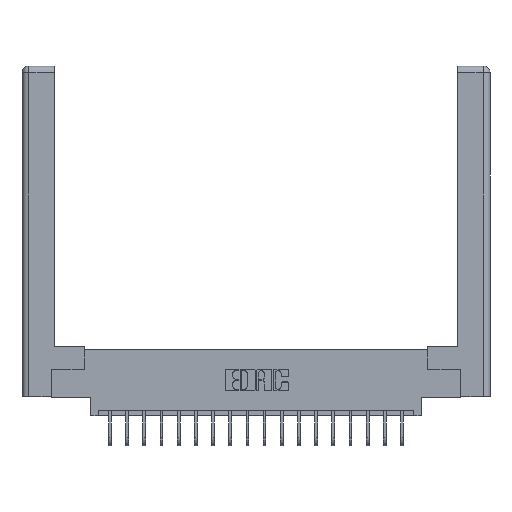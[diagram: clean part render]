
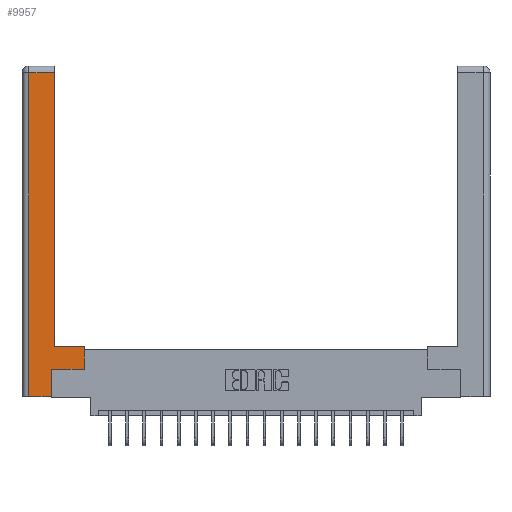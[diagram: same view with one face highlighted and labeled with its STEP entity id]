
A CAD part, top view. The second image highlights one B-rep face of the part: STEP entity #9957.
In plain terms, the highlighted planar face has unit normal (0, 0, 1).
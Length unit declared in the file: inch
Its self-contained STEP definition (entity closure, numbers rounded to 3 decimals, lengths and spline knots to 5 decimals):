
#404 = ORIENTED_EDGE ( 'NONE', *, *, #4015, .T. ) ;
#437 = DIRECTION ( 'NONE',  ( -1., 0., 0. ) ) ;
#1073 = CARTESIAN_POINT ( 'NONE',  ( 0.295, 2.94, 0. ) ) ;
#1215 = DIRECTION ( 'NONE',  ( 1., 0., 0. ) ) ;
#1339 = CARTESIAN_POINT ( 'NONE',  ( 0., 0., 0. ) ) ;
#1997 = DIRECTION ( 'NONE',  ( -1., 0., 0. ) ) ;
#2257 = LINE ( 'NONE', #11175, #5523 ) ;
#2617 = CARTESIAN_POINT ( 'NONE',  ( 0.0615, 2.94, 0. ) ) ;
#2737 = DIRECTION ( 'NONE',  ( 0., -1., 0. ) ) ;
#2789 = DIRECTION ( 'NONE',  ( -1., 0., 0. ) ) ;
#2896 = VERTEX_POINT ( 'NONE', #2617 ) ;
#2940 = EDGE_CURVE ( 'NONE', #11302, #16919, #9650, .T. ) ;
#3125 = LINE ( 'NONE', #7172, #16188 ) ;
#3139 = EDGE_LOOP ( 'NONE', ( #6335, #8003, #404, #18959, #5605, #18696, #10069, #9196 ) ) ;
#3623 = CARTESIAN_POINT ( 'NONE',  ( 0.295, 0.45, 0. ) ) ;
#3982 = LINE ( 'NONE', #9308, #12175 ) ;
#4015 = EDGE_CURVE ( 'NONE', #2896, #10631, #2257, .T. ) ;
#4047 = CARTESIAN_POINT ( 'NONE',  ( 0.295, 0.45, 0. ) ) ;
#4115 = CARTESIAN_POINT ( 'NONE',  ( 0.265, 0.245, 0. ) ) ;
#4118 = LINE ( 'NONE', #9973, #10421 ) ;
#4696 = CARTESIAN_POINT ( 'NONE',  ( 0.295, 3., 0. ) ) ;
#5276 = CARTESIAN_POINT ( 'NONE',  ( 0.565, 0.45, 0. ) ) ;
#5523 = VECTOR ( 'NONE', #2737, 39.37008 ) ;
#5605 = ORIENTED_EDGE ( 'NONE', *, *, #5847, .T. ) ;
#5637 = VERTEX_POINT ( 'NONE', #16920 ) ;
#5847 = EDGE_CURVE ( 'NONE', #7950, #5637, #16135, .T. ) ;
#6335 = ORIENTED_EDGE ( 'NONE', *, *, #10750, .T. ) ;
#6528 = EDGE_CURVE ( 'NONE', #9949, #2896, #3982, .T. ) ;
#6630 = EDGE_CURVE ( 'NONE', #16919, #7267, #16345, .T. ) ;
#6648 = VECTOR ( 'NONE', #16516, 39.37008 ) ;
#7172 = CARTESIAN_POINT ( 'NONE',  ( 0.265, 0., 0. ) ) ;
#7208 = CARTESIAN_POINT ( 'NONE',  ( 0.265, 0., 0. ) ) ;
#7267 = VERTEX_POINT ( 'NONE', #4047 ) ;
#7950 = VERTEX_POINT ( 'NONE', #7208 ) ;
#8003 = ORIENTED_EDGE ( 'NONE', *, *, #6528, .T. ) ;
#8463 = LINE ( 'NONE', #4696, #6648 ) ;
#9196 = ORIENTED_EDGE ( 'NONE', *, *, #6630, .T. ) ;
#9308 = CARTESIAN_POINT ( 'NONE',  ( 0.0615, 2.94, 0. ) ) ;
#9609 = CARTESIAN_POINT ( 'NONE',  ( 0.565, 0.245, 0. ) ) ;
#9650 = LINE ( 'NONE', #16097, #16180 ) ;
#9704 = EDGE_CURVE ( 'NONE', #5637, #11302, #4118, .T. ) ;
#9949 = VERTEX_POINT ( 'NONE', #1073 ) ;
#9957 = ADVANCED_FACE ( 'NONE', ( #16429 ), #18974, .F. ) ;
#9973 = CARTESIAN_POINT ( 'NONE',  ( 0.565, 0.245, 0. ) ) ;
#10069 = ORIENTED_EDGE ( 'NONE', *, *, #2940, .T. ) ;
#10421 = VECTOR ( 'NONE', #14544, 39.37008 ) ;
#10631 = VERTEX_POINT ( 'NONE', #11138 ) ;
#10750 = EDGE_CURVE ( 'NONE', #7267, #9949, #8463, .T. ) ;
#11138 = CARTESIAN_POINT ( 'NONE',  ( 0.0615, 0., 0. ) ) ;
#11175 = CARTESIAN_POINT ( 'NONE',  ( 0.0615, 0., 0. ) ) ;
#11302 = VERTEX_POINT ( 'NONE', #9609 ) ;
#11732 = DIRECTION ( 'NONE',  ( 0., 0., -1. ) ) ;
#11938 = VECTOR ( 'NONE', #1997, 39.37008 ) ;
#12175 = VECTOR ( 'NONE', #437, 39.37008 ) ;
#14035 = VECTOR ( 'NONE', #17617, 39.37008 ) ;
#14544 = DIRECTION ( 'NONE',  ( 1., 0., 0. ) ) ;
#16097 = CARTESIAN_POINT ( 'NONE',  ( 0.565, 0.45, 0. ) ) ;
#16135 = LINE ( 'NONE', #4115, #14035 ) ;
#16180 = VECTOR ( 'NONE', #19192, 39.37008 ) ;
#16188 = VECTOR ( 'NONE', #1215, 39.37008 ) ;
#16345 = LINE ( 'NONE', #3623, #11938 ) ;
#16429 = FACE_OUTER_BOUND ( 'NONE', #3139, .T. ) ;
#16516 = DIRECTION ( 'NONE',  ( 0., 1., 0. ) ) ;
#16919 = VERTEX_POINT ( 'NONE', #5276 ) ;
#16920 = CARTESIAN_POINT ( 'NONE',  ( 0.265, 0.245, 0. ) ) ;
#17617 = DIRECTION ( 'NONE',  ( 0., 1., 0. ) ) ;
#17653 = EDGE_CURVE ( 'NONE', #10631, #7950, #3125, .T. ) ;
#18696 = ORIENTED_EDGE ( 'NONE', *, *, #9704, .T. ) ;
#18806 = AXIS2_PLACEMENT_3D ( 'NONE', #1339, #11732, #2789 ) ;
#18959 = ORIENTED_EDGE ( 'NONE', *, *, #17653, .T. ) ;
#18974 = PLANE ( 'NONE',  #18806 ) ;
#19192 = DIRECTION ( 'NONE',  ( 0., 1., 0. ) ) ;
